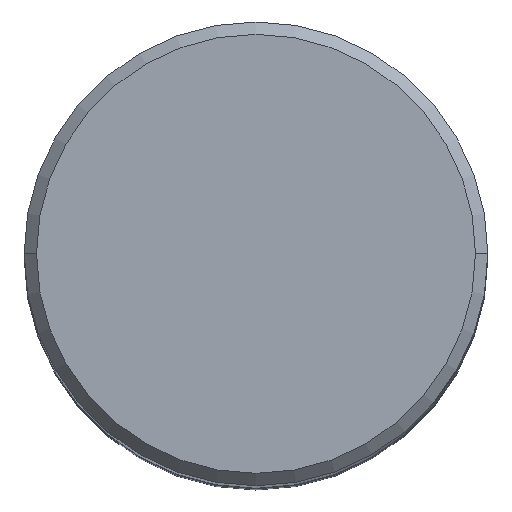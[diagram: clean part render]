
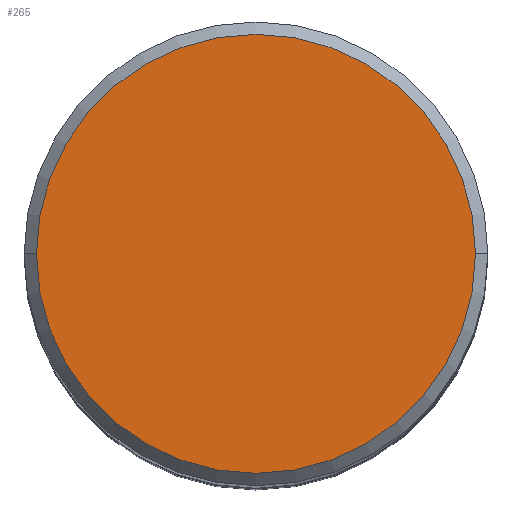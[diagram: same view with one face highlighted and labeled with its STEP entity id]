
A CAD part, top view. The second image highlights one B-rep face of the part: STEP entity #265.
In plain terms, the highlighted planar face has unit normal (0, 0, 1).
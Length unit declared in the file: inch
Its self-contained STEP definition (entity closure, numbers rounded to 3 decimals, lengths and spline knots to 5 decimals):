
#23 = DIRECTION ( 'NONE',  ( 0., 0., -1. ) ) ;
#26 = DIRECTION ( 'NONE',  ( 1., 0., 0. ) ) ;
#27 = CIRCLE ( 'NONE', #90, 0.355 ) ;
#53 = CARTESIAN_POINT ( 'NONE',  ( 0., 0., 0. ) ) ;
#65 = AXIS2_PLACEMENT_3D ( 'NONE', #200, #23, #500 ) ;
#68 = CARTESIAN_POINT ( 'NONE',  ( 0., 0., 0. ) ) ;
#77 = FACE_OUTER_BOUND ( 'NONE', #559, .T. ) ;
#90 = AXIS2_PLACEMENT_3D ( 'NONE', #53, #440, #357 ) ;
#112 = ORIENTED_EDGE ( 'NONE', *, *, #165, .T. ) ;
#157 = PLANE ( 'NONE',  #65 ) ;
#165 = EDGE_CURVE ( 'NONE', #448, #234, #27, .T. ) ;
#180 = AXIS2_PLACEMENT_3D ( 'NONE', #68, #233, #26 ) ;
#200 = CARTESIAN_POINT ( 'NONE',  ( 0., 0.355, 0. ) ) ;
#233 = DIRECTION ( 'NONE',  ( 0., 0., 1. ) ) ;
#234 = VERTEX_POINT ( 'NONE', #268 ) ;
#265 = ADVANCED_FACE ( 'NONE', ( #77 ), #157, .F. ) ;
#268 = CARTESIAN_POINT ( 'NONE',  ( 0.355, 0., 0. ) ) ;
#335 = CARTESIAN_POINT ( 'NONE',  ( -0.355, 0., 0. ) ) ;
#357 = DIRECTION ( 'NONE',  ( 1., 0., 0. ) ) ;
#396 = EDGE_CURVE ( 'NONE', #234, #448, #420, .T. ) ;
#420 = CIRCLE ( 'NONE', #180, 0.355 ) ;
#440 = DIRECTION ( 'NONE',  ( 0., 0., 1. ) ) ;
#448 = VERTEX_POINT ( 'NONE', #335 ) ;
#462 = ORIENTED_EDGE ( 'NONE', *, *, #396, .T. ) ;
#500 = DIRECTION ( 'NONE',  ( -1., 0., 0. ) ) ;
#559 = EDGE_LOOP ( 'NONE', ( #112, #462 ) ) ;
